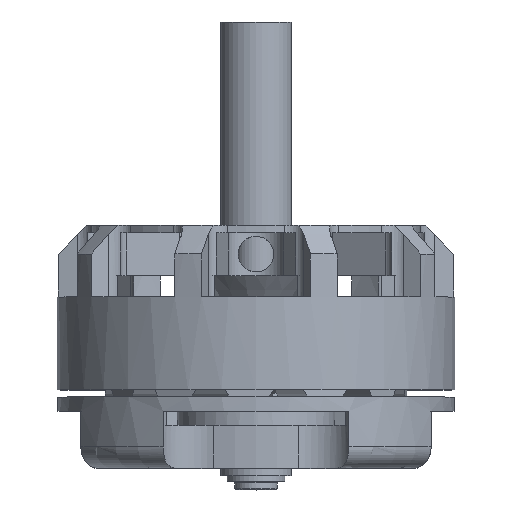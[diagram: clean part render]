
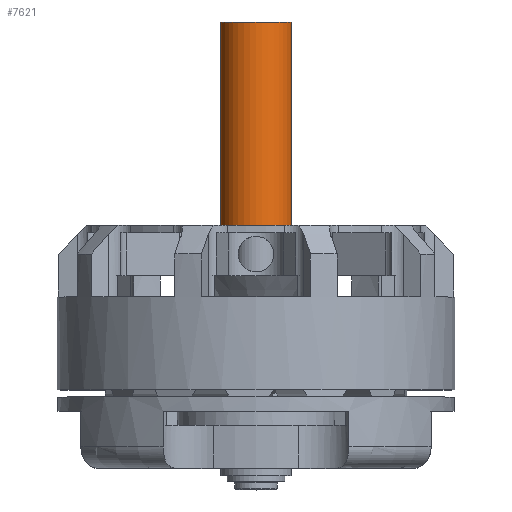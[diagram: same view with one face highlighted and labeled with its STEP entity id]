
A CAD part, top view. The second image highlights one B-rep face of the part: STEP entity #7621.
In plain terms, the highlighted cylindrical face has radius 2.5 mm (diameter 5 mm), a full revolution.
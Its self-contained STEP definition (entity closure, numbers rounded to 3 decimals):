
#784=FACE_OUTER_BOUND('',#1214,.T.);
#1214=EDGE_LOOP('',(#6605,#6606,#6607,#6608));
#1776=LINE('',#13638,#2315);
#2315=VECTOR('',#10874,2.5);
#2789=CIRCLE('',#8619,2.5);
#2836=CIRCLE('',#8722,2.5);
#3540=VERTEX_POINT('',#13459);
#3570=VERTEX_POINT('',#13635);
#4523=EDGE_CURVE('',#3540,#3540,#2789,.T.);
#4613=EDGE_CURVE('',#3570,#3570,#2836,.T.);
#4614=EDGE_CURVE('',#3540,#3570,#1776,.T.);
#6605=ORIENTED_EDGE('',*,*,#4523,.F.);
#6606=ORIENTED_EDGE('',*,*,#4614,.T.);
#6607=ORIENTED_EDGE('',*,*,#4613,.T.);
#6608=ORIENTED_EDGE('',*,*,#4614,.F.);
#7285=CYLINDRICAL_SURFACE('',#8723,2.5);
#7621=ADVANCED_FACE('',(#784),#7285,.T.);
#8619=AXIS2_PLACEMENT_3D('',#13460,#10621,#10622);
#8722=AXIS2_PLACEMENT_3D('',#13636,#10870,#10871);
#8723=AXIS2_PLACEMENT_3D('',#13637,#10872,#10873);
#10621=DIRECTION('center_axis',(0.,-1.,0.));
#10622=DIRECTION('ref_axis',(1.,0.,0.));
#10870=DIRECTION('center_axis',(0.,-1.,0.));
#10871=DIRECTION('ref_axis',(1.,0.,0.));
#10872=DIRECTION('center_axis',(0.,-1.,0.));
#10873=DIRECTION('ref_axis',(1.,0.,0.));
#10874=DIRECTION('',(0.,1.,0.));
#13459=CARTESIAN_POINT('',(-2.5,0.,0.));
#13460=CARTESIAN_POINT('Origin',(0.,0.,0.));
#13635=CARTESIAN_POINT('',(-2.5,14.25,0.));
#13636=CARTESIAN_POINT('Origin',(0.,14.25,0.));
#13637=CARTESIAN_POINT('Origin',(0.,7.125,0.));
#13638=CARTESIAN_POINT('',(-2.5,7.125,0.));
